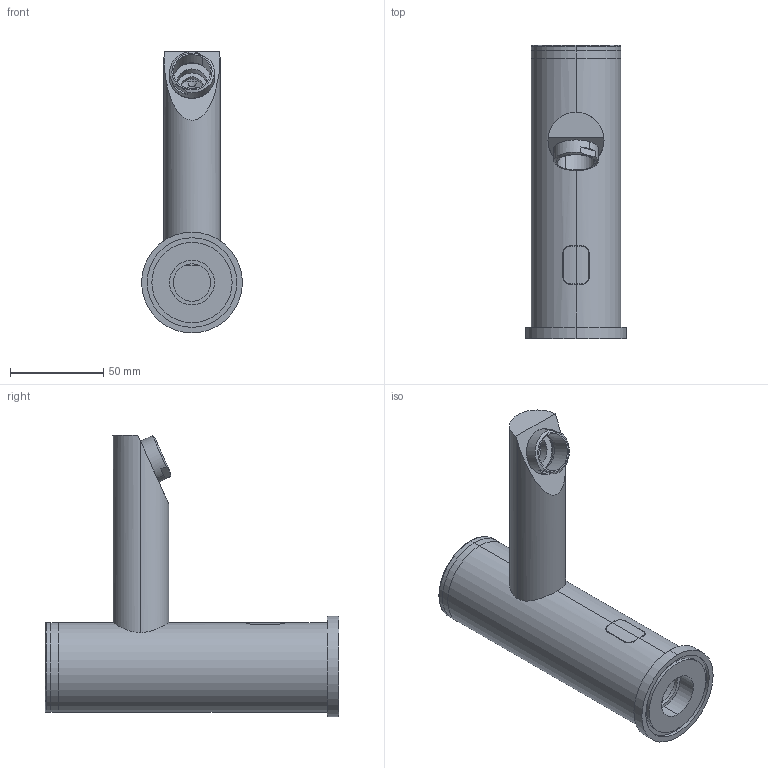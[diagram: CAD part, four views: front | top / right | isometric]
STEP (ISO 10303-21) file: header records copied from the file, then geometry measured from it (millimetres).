
FILE_DESCRIPTION (( 'STEP AP203' ), '1' );
FILE_NAME ('Autoflo Pillar Glow.STEP', '2021-08-24T00:15:21', ( '' ), ( '' ), 'SwSTEP 2.0', 'SolidWorks 2021', '' );
FILE_SCHEMA (( 'CONFIG_CONTROL_DESIGN' ));
Length unit declared in the file: millimetre
Products named in the file (8): alu_PC_cap; SPT08; Autoflo Pillar Glow; 184_simple_body; rectangular_sensor; 184_RD_dressring; 07040008; base cap
Assembly tree (7 placements, depth 2):
  Autoflo Pillar Glow
    rectangular_sensor
    SPT08
    07040008
    184_RD_dressring
    184_simple_body
    base cap
    alu_PC_cap
Bounding box: 54 x 157 x 150.98 mm (x, y, z)
Volume: 211646.2 mm3; surface area: 79951.6 mm2
Topology: 8 solids, 8 shells, 184 faces, 446 edges, 288 vertices
Faces by surface type: cylinder 92, plane 70, cone 13, bspline 5, torus 4
Entity records: 7677 total; most frequent: CARTESIAN_POINT 2513, DIRECTION 929, ORIENTED_EDGE 888, EDGE_CURVE 444, AXIS2_PLACEMENT_3D 364, VERTEX_POINT 288, EDGE_LOOP 206, VECTOR 201
